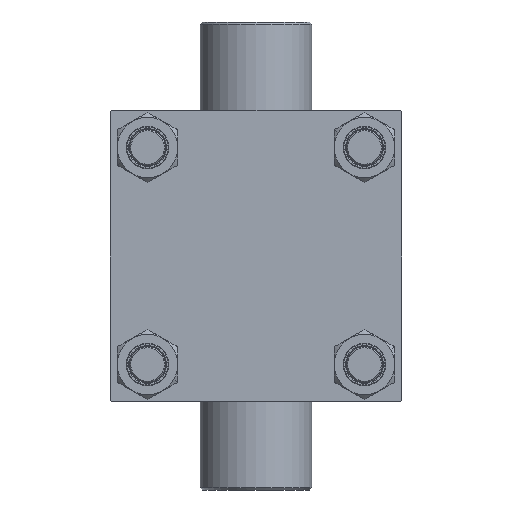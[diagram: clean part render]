
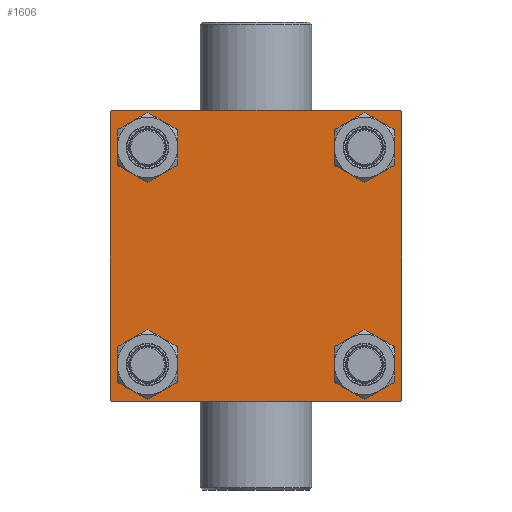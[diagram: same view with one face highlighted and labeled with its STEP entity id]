
A CAD part, left-side view. The second image highlights one B-rep face of the part: STEP entity #1606.
In plain terms, the highlighted planar face has unit normal (-1, 0, 0).
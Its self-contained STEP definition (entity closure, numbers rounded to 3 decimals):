
#784 = CIRCLE ( 'NONE', #14372, 8.5 ) ;
#1606 = ADVANCED_FACE ( 'NONE', ( #26421, #23073, #8609, #5750, #8848 ), #30674, .T. ) ;
#1861 = DIRECTION ( 'NONE',  ( 1., 0., 0. ) ) ;
#2253 = EDGE_CURVE ( 'NONE', #24338, #12873, #14756, .T. ) ;
#2539 = EDGE_CURVE ( 'NONE', #17677, #6771, #34050, .T. ) ;
#2895 = CARTESIAN_POINT ( 'NONE',  ( 0., 65., -65. ) ) ;
#2955 = CARTESIAN_POINT ( 'NONE',  ( 0., -48.45, 48.45 ) ) ;
#3345 = CARTESIAN_POINT ( 'NONE',  ( 0., 64.75, 64.75 ) ) ;
#3545 = DIRECTION ( 'NONE',  ( 0., 0., 1. ) ) ;
#3653 = CIRCLE ( 'NONE', #40006, 8.5 ) ;
#3718 = VECTOR ( 'NONE', #14495, 1000. ) ;
#4333 = CARTESIAN_POINT ( 'NONE',  ( 0., 48.45, 39.95 ) ) ;
#4347 = VERTEX_POINT ( 'NONE', #42816 ) ;
#4679 = VECTOR ( 'NONE', #25243, 1000. ) ;
#5050 = AXIS2_PLACEMENT_3D ( 'NONE', #28928, #43354, #3545 ) ;
#5750 = FACE_BOUND ( 'NONE', #33142, .T. ) ;
#6523 = CARTESIAN_POINT ( 'NONE',  ( 0., -48.45, 56.95 ) ) ;
#6771 = VERTEX_POINT ( 'NONE', #34438 ) ;
#6915 = VECTOR ( 'NONE', #34053, 1000. ) ;
#7372 = CARTESIAN_POINT ( 'NONE',  ( 0., -64.75, 64.75 ) ) ;
#7697 = EDGE_CURVE ( 'NONE', #4347, #42515, #39781, .T. ) ;
#8592 = DIRECTION ( 'NONE',  ( 1., 0., 0. ) ) ;
#8609 = FACE_BOUND ( 'NONE', #11715, .T. ) ;
#8848 = FACE_OUTER_BOUND ( 'NONE', #29515, .T. ) ;
#9008 = DIRECTION ( 'NONE',  ( 1., 0., 0. ) ) ;
#9177 = CARTESIAN_POINT ( 'NONE',  ( 0., -48.45, -39.95 ) ) ;
#9297 = DIRECTION ( 'NONE',  ( 0., -1., 0. ) ) ;
#9435 = CARTESIAN_POINT ( 'NONE',  ( 0., 64.5, 65. ) ) ;
#9528 = AXIS2_PLACEMENT_3D ( 'NONE', #34446, #42014, #30905 ) ;
#11225 = ORIENTED_EDGE ( 'NONE', *, *, #27387, .T. ) ;
#11715 = EDGE_LOOP ( 'NONE', ( #18313, #38414 ) ) ;
#12299 = VECTOR ( 'NONE', #13760, 1000. ) ;
#12401 = VERTEX_POINT ( 'NONE', #39501 ) ;
#12649 = DIRECTION ( 'NONE',  ( 0., 0., 1. ) ) ;
#12809 = ORIENTED_EDGE ( 'NONE', *, *, #39893, .T. ) ;
#12873 = VERTEX_POINT ( 'NONE', #28799 ) ;
#13222 = VERTEX_POINT ( 'NONE', #26303 ) ;
#13760 = DIRECTION ( 'NONE',  ( 0., -1., 0. ) ) ;
#14115 = CIRCLE ( 'NONE', #5050, 8.5 ) ;
#14255 = LINE ( 'NONE', #3345, #20420 ) ;
#14372 = AXIS2_PLACEMENT_3D ( 'NONE', #46412, #8592, #45083 ) ;
#14464 = LINE ( 'NONE', #46685, #12299 ) ;
#14495 = DIRECTION ( 'NONE',  ( 0., 0.707, 0.707 ) ) ;
#14564 = DIRECTION ( 'NONE',  ( 1., 0., 0. ) ) ;
#14608 = CIRCLE ( 'NONE', #25203, 8.5 ) ;
#14756 = CIRCLE ( 'NONE', #37467, 8.5 ) ;
#14808 = LINE ( 'NONE', #42775, #4679 ) ;
#14814 = VERTEX_POINT ( 'NONE', #9177 ) ;
#15095 = CIRCLE ( 'NONE', #21872, 8.5 ) ;
#15990 = ORIENTED_EDGE ( 'NONE', *, *, #45745, .T. ) ;
#16123 = ORIENTED_EDGE ( 'NONE', *, *, #26619, .T. ) ;
#16418 = ORIENTED_EDGE ( 'NONE', *, *, #19692, .T. ) ;
#16821 = CARTESIAN_POINT ( 'NONE',  ( 0., 48.45, -48.45 ) ) ;
#17388 = VERTEX_POINT ( 'NONE', #18402 ) ;
#17677 = VERTEX_POINT ( 'NONE', #21201 ) ;
#18313 = ORIENTED_EDGE ( 'NONE', *, *, #28826, .T. ) ;
#18402 = CARTESIAN_POINT ( 'NONE',  ( 0., -64.5, -65. ) ) ;
#18961 = EDGE_LOOP ( 'NONE', ( #16418, #31781 ) ) ;
#19515 = DIRECTION ( 'NONE',  ( -1., 0., 0. ) ) ;
#19537 = VERTEX_POINT ( 'NONE', #4333 ) ;
#19692 = EDGE_CURVE ( 'NONE', #14814, #35938, #14115, .T. ) ;
#20021 = AXIS2_PLACEMENT_3D ( 'NONE', #23543, #19515, #12649 ) ;
#20420 = VECTOR ( 'NONE', #20480, 1000. ) ;
#20440 = CARTESIAN_POINT ( 'NONE',  ( 0., -65., -64.5 ) ) ;
#20480 = DIRECTION ( 'NONE',  ( 0., 0.707, -0.707 ) ) ;
#21201 = CARTESIAN_POINT ( 'NONE',  ( 0., 65., 64.5 ) ) ;
#21872 = AXIS2_PLACEMENT_3D ( 'NONE', #2955, #14564, #31883 ) ;
#22062 = LINE ( 'NONE', #7372, #3718 ) ;
#22906 = DIRECTION ( 'NONE',  ( 0., 0., -1. ) ) ;
#23073 = FACE_BOUND ( 'NONE', #18961, .T. ) ;
#23202 = CARTESIAN_POINT ( 'NONE',  ( 0., -48.45, 48.45 ) ) ;
#23241 = DIRECTION ( 'NONE',  ( 0., 0., 1. ) ) ;
#23543 = CARTESIAN_POINT ( 'NONE',  ( 0., 0., 0. ) ) ;
#23824 = DIRECTION ( 'NONE',  ( 0., 0., 1. ) ) ;
#24338 = VERTEX_POINT ( 'NONE', #6523 ) ;
#25033 = EDGE_CURVE ( 'NONE', #35938, #14814, #3653, .T. ) ;
#25203 = AXIS2_PLACEMENT_3D ( 'NONE', #30951, #34968, #23824 ) ;
#25243 = DIRECTION ( 'NONE',  ( 0., -0.707, 0.707 ) ) ;
#25424 = CARTESIAN_POINT ( 'NONE',  ( 0., 64.75, -64.75 ) ) ;
#26303 = CARTESIAN_POINT ( 'NONE',  ( 0., 48.45, 56.95 ) ) ;
#26421 = FACE_BOUND ( 'NONE', #43391, .T. ) ;
#26619 = EDGE_CURVE ( 'NONE', #42804, #17388, #38693, .T. ) ;
#26880 = EDGE_CURVE ( 'NONE', #12401, #28968, #22062, .T. ) ;
#27387 = EDGE_CURVE ( 'NONE', #12873, #24338, #15095, .T. ) ;
#27651 = ORIENTED_EDGE ( 'NONE', *, *, #2539, .T. ) ;
#27894 = CARTESIAN_POINT ( 'NONE',  ( 0., 48.45, -39.95 ) ) ;
#27970 = VECTOR ( 'NONE', #9297, 1000. ) ;
#28031 = ORIENTED_EDGE ( 'NONE', *, *, #26880, .T. ) ;
#28203 = CARTESIAN_POINT ( 'NONE',  ( 0., -64.5, 65. ) ) ;
#28518 = LINE ( 'NONE', #25424, #29048 ) ;
#28608 = EDGE_CURVE ( 'NONE', #36642, #17677, #14255, .T. ) ;
#28778 = CIRCLE ( 'NONE', #35578, 8.5 ) ;
#28799 = CARTESIAN_POINT ( 'NONE',  ( 0., -48.45, 39.95 ) ) ;
#28826 = EDGE_CURVE ( 'NONE', #42515, #4347, #28778, .T. ) ;
#28928 = CARTESIAN_POINT ( 'NONE',  ( 0., -48.45, -48.45 ) ) ;
#28968 = VERTEX_POINT ( 'NONE', #28203 ) ;
#29048 = VECTOR ( 'NONE', #35395, 1000. ) ;
#29515 = EDGE_LOOP ( 'NONE', ( #27651, #45099, #16123, #15990, #37984, #28031, #36846, #40071 ) ) ;
#30513 = LINE ( 'NONE', #41394, #6915 ) ;
#30674 = PLANE ( 'NONE',  #20021 ) ;
#30905 = DIRECTION ( 'NONE',  ( 0., 0., 1. ) ) ;
#30951 = CARTESIAN_POINT ( 'NONE',  ( 0., 48.45, 48.45 ) ) ;
#31781 = ORIENTED_EDGE ( 'NONE', *, *, #25033, .T. ) ;
#31883 = DIRECTION ( 'NONE',  ( 0., 0., 1. ) ) ;
#32422 = DIRECTION ( 'NONE',  ( 1., 0., 0. ) ) ;
#33142 = EDGE_LOOP ( 'NONE', ( #12809, #42412 ) ) ;
#33201 = EDGE_CURVE ( 'NONE', #19537, #13222, #784, .T. ) ;
#34050 = LINE ( 'NONE', #37140, #42022 ) ;
#34053 = DIRECTION ( 'NONE',  ( 0., 0., -1. ) ) ;
#34365 = CARTESIAN_POINT ( 'NONE',  ( 0., -48.45, -56.95 ) ) ;
#34438 = CARTESIAN_POINT ( 'NONE',  ( 0., 65., -64.5 ) ) ;
#34446 = CARTESIAN_POINT ( 'NONE',  ( 0., 48.45, -48.45 ) ) ;
#34968 = DIRECTION ( 'NONE',  ( 1., 0., 0. ) ) ;
#35395 = DIRECTION ( 'NONE',  ( 0., -0.707, -0.707 ) ) ;
#35578 = AXIS2_PLACEMENT_3D ( 'NONE', #16821, #9008, #23241 ) ;
#35938 = VERTEX_POINT ( 'NONE', #34365 ) ;
#36642 = VERTEX_POINT ( 'NONE', #9435 ) ;
#36846 = ORIENTED_EDGE ( 'NONE', *, *, #46400, .F. ) ;
#36925 = EDGE_CURVE ( 'NONE', #12401, #45119, #30513, .T. ) ;
#37140 = CARTESIAN_POINT ( 'NONE',  ( 0., 65., 65. ) ) ;
#37467 = AXIS2_PLACEMENT_3D ( 'NONE', #23202, #1861, #44990 ) ;
#37984 = ORIENTED_EDGE ( 'NONE', *, *, #36925, .F. ) ;
#38414 = ORIENTED_EDGE ( 'NONE', *, *, #7697, .T. ) ;
#38693 = LINE ( 'NONE', #2895, #27970 ) ;
#39352 = CARTESIAN_POINT ( 'NONE',  ( 0., 64.5, -65. ) ) ;
#39501 = CARTESIAN_POINT ( 'NONE',  ( 0., -65., 64.5 ) ) ;
#39781 = CIRCLE ( 'NONE', #9528, 8.5 ) ;
#39893 = EDGE_CURVE ( 'NONE', #13222, #19537, #14608, .T. ) ;
#40006 = AXIS2_PLACEMENT_3D ( 'NONE', #43311, #32422, #46871 ) ;
#40071 = ORIENTED_EDGE ( 'NONE', *, *, #28608, .T. ) ;
#40442 = ORIENTED_EDGE ( 'NONE', *, *, #2253, .T. ) ;
#41394 = CARTESIAN_POINT ( 'NONE',  ( 0., -65., 65. ) ) ;
#41476 = EDGE_CURVE ( 'NONE', #6771, #42804, #28518, .T. ) ;
#42014 = DIRECTION ( 'NONE',  ( 1., 0., 0. ) ) ;
#42022 = VECTOR ( 'NONE', #22906, 1000. ) ;
#42412 = ORIENTED_EDGE ( 'NONE', *, *, #33201, .T. ) ;
#42515 = VERTEX_POINT ( 'NONE', #27894 ) ;
#42775 = CARTESIAN_POINT ( 'NONE',  ( 0., -64.75, -64.75 ) ) ;
#42804 = VERTEX_POINT ( 'NONE', #39352 ) ;
#42816 = CARTESIAN_POINT ( 'NONE',  ( 0., 48.45, -56.95 ) ) ;
#43311 = CARTESIAN_POINT ( 'NONE',  ( 0., -48.45, -48.45 ) ) ;
#43354 = DIRECTION ( 'NONE',  ( 1., 0., 0. ) ) ;
#43391 = EDGE_LOOP ( 'NONE', ( #40442, #11225 ) ) ;
#44990 = DIRECTION ( 'NONE',  ( 0., 0., 1. ) ) ;
#45083 = DIRECTION ( 'NONE',  ( 0., 0., 1. ) ) ;
#45099 = ORIENTED_EDGE ( 'NONE', *, *, #41476, .T. ) ;
#45119 = VERTEX_POINT ( 'NONE', #20440 ) ;
#45745 = EDGE_CURVE ( 'NONE', #17388, #45119, #14808, .T. ) ;
#46400 = EDGE_CURVE ( 'NONE', #36642, #28968, #14464, .T. ) ;
#46412 = CARTESIAN_POINT ( 'NONE',  ( 0., 48.45, 48.45 ) ) ;
#46685 = CARTESIAN_POINT ( 'NONE',  ( 0., 65., 65. ) ) ;
#46871 = DIRECTION ( 'NONE',  ( 0., 0., 1. ) ) ;
